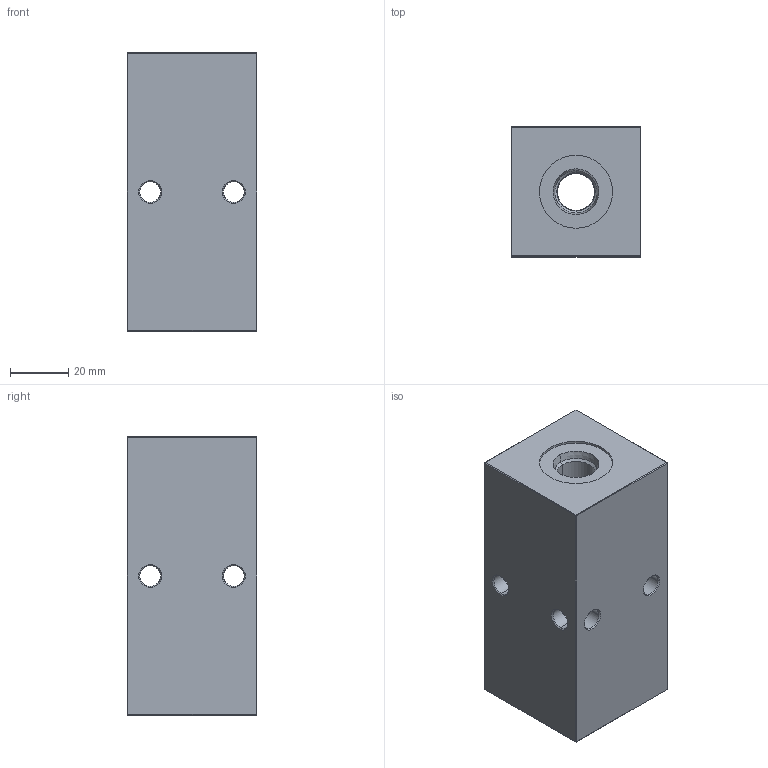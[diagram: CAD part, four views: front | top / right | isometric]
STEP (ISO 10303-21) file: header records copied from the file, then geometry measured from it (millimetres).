
FILE_DESCRIPTION (( 'STEP AP203' ), '1' );
FILE_NAME ('HM-2-90-S-6-2.STEP', '2020-11-09T14:19:34', ( '' ), ( '' ), 'SwSTEP 2.0', 'SolidWorks 2019', '' );
FILE_SCHEMA (( 'CONFIG_CONTROL_DESIGN' ));
Length unit declared in the file: inch
Products named in the file (1): HM-2-90-S-6-2
Bounding box: 44.45 x 44.45 x 95.25 mm (x, y, z)
Volume: 165717.2 mm3; surface area: 28456.8 mm2
Topology: 1 solids, 1 shells, 543 faces, 1397 edges, 896 vertices
Faces by surface type: plane 235, bspline 198, cylinder 58, cone 52
Entity records: 26156 total; most frequent: CARTESIAN_POINT 14243, ORIENTED_EDGE 2794, DIRECTION 1771, EDGE_CURVE 1397, VERTEX_POINT 896, LINE 835, VECTOR 835, EDGE_LOOP 609
